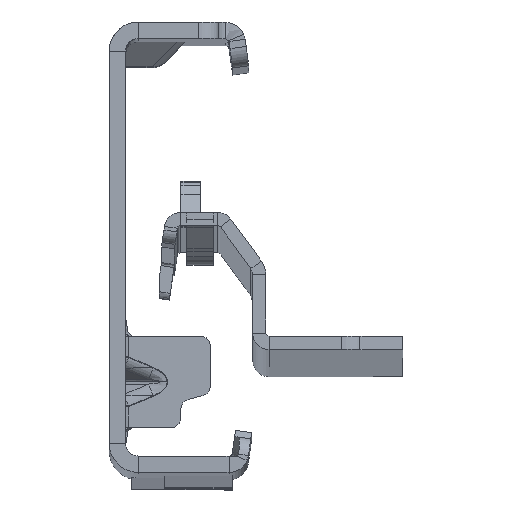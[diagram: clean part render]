
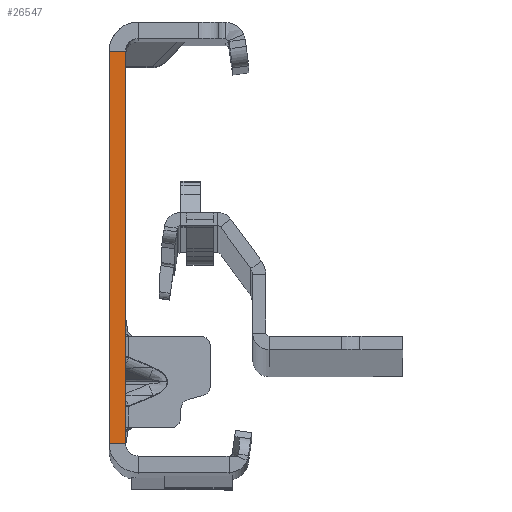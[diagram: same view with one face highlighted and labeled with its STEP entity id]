
A CAD part, top view. The second image highlights one B-rep face of the part: STEP entity #26547.
In plain terms, the highlighted planar face has unit normal (0, 0, 1).
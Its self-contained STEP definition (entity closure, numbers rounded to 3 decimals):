
#1231 = VERTEX_POINT ( 'NONE', #11738 ) ;
#2472 = AXIS2_PLACEMENT_3D ( 'NONE', #29164, #43439, #20909 ) ;
#2855 = EDGE_CURVE ( 'NONE', #24672, #1231, #32142, .T. ) ;
#6082 = EDGE_CURVE ( 'NONE', #11532, #14208, #12298, .T. ) ;
#8827 = VECTOR ( 'NONE', #39872, 1000. ) ;
#9085 = LINE ( 'NONE', #20611, #17182 ) ;
#9811 = EDGE_CURVE ( 'NONE', #24672, #11532, #44200, .T. ) ;
#9896 = CARTESIAN_POINT ( 'NONE',  ( 0., 30., 0. ) ) ;
#11532 = VERTEX_POINT ( 'NONE', #48223 ) ;
#11738 = CARTESIAN_POINT ( 'NONE',  ( 0., -30., 0. ) ) ;
#12298 = LINE ( 'NONE', #38140, #44203 ) ;
#13634 = PLANE ( 'NONE',  #2472 ) ;
#14208 = VERTEX_POINT ( 'NONE', #24305 ) ;
#17182 = VECTOR ( 'NONE', #23886, 1000. ) ;
#17732 = EDGE_CURVE ( 'NONE', #1231, #14208, #9085, .T. ) ;
#20611 = CARTESIAN_POINT ( 'NONE',  ( 0., -30., 0. ) ) ;
#20680 = ORIENTED_EDGE ( 'NONE', *, *, #9811, .T. ) ;
#20909 = DIRECTION ( 'NONE',  ( 1., 0., 0. ) ) ;
#21423 = DIRECTION ( 'NONE',  ( -1., 0., 0. ) ) ;
#23886 = DIRECTION ( 'NONE',  ( -1., 0., 0. ) ) ;
#23903 = EDGE_LOOP ( 'NONE', ( #46848, #20680, #45517, #47959 ) ) ;
#24305 = CARTESIAN_POINT ( 'NONE',  ( -2.5, -30., 0. ) ) ;
#24672 = VERTEX_POINT ( 'NONE', #48046 ) ;
#26547 = ADVANCED_FACE ( 'NONE', ( #32949 ), #13634, .T. ) ;
#26861 = DIRECTION ( 'NONE',  ( 0., -1., 0. ) ) ;
#29164 = CARTESIAN_POINT ( 'NONE',  ( -2.5, -32., 0. ) ) ;
#32142 = LINE ( 'NONE', #39130, #8827 ) ;
#32949 = FACE_OUTER_BOUND ( 'NONE', #23903, .T. ) ;
#38140 = CARTESIAN_POINT ( 'NONE',  ( -2.5, -32., 0. ) ) ;
#39130 = CARTESIAN_POINT ( 'NONE',  ( 0., -32., 0. ) ) ;
#39872 = DIRECTION ( 'NONE',  ( 0., -1., 0. ) ) ;
#42926 = VECTOR ( 'NONE', #21423, 1000. ) ;
#43439 = DIRECTION ( 'NONE',  ( 0., 0., 1. ) ) ;
#44200 = LINE ( 'NONE', #9896, #42926 ) ;
#44203 = VECTOR ( 'NONE', #26861, 1000. ) ;
#45517 = ORIENTED_EDGE ( 'NONE', *, *, #6082, .T. ) ;
#46848 = ORIENTED_EDGE ( 'NONE', *, *, #2855, .F. ) ;
#47959 = ORIENTED_EDGE ( 'NONE', *, *, #17732, .F. ) ;
#48046 = CARTESIAN_POINT ( 'NONE',  ( 0., 30., 0. ) ) ;
#48223 = CARTESIAN_POINT ( 'NONE',  ( -2.5, 30., 0. ) ) ;
